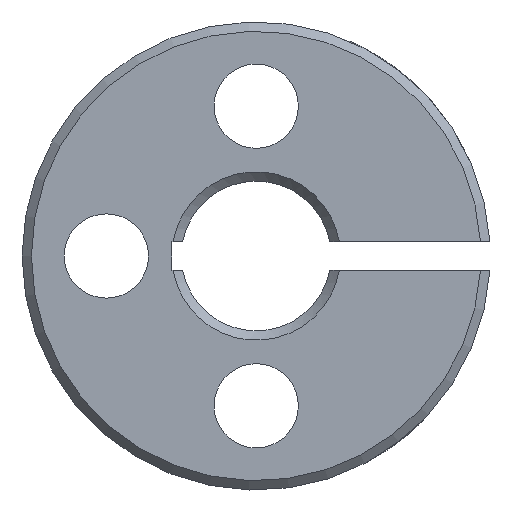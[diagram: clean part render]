
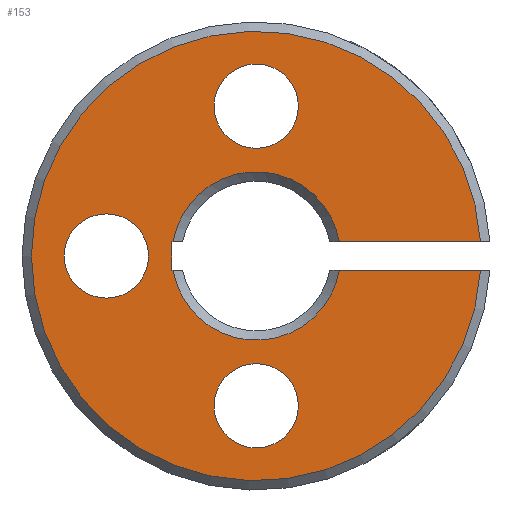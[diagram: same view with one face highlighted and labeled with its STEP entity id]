
A CAD part, left-side view. The second image highlights one B-rep face of the part: STEP entity #153.
In plain terms, the highlighted planar face has unit normal (-1, 0, 0).
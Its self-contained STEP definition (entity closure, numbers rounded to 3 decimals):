
#153 = ADVANCED_FACE( '', ( #214, #215, #216, #217 ), #218, .T. );
#214 = FACE_OUTER_BOUND( '', #281, .T. );
#215 = FACE_BOUND( '', #282, .T. );
#216 = FACE_BOUND( '', #283, .T. );
#217 = FACE_BOUND( '', #284, .T. );
#218 = PLANE( '', #285 );
#281 = EDGE_LOOP( '', ( #454, #455, #456, #457, #458, #459, #460, #461 ) );
#282 = EDGE_LOOP( '', ( #462 ) );
#283 = EDGE_LOOP( '', ( #463 ) );
#284 = EDGE_LOOP( '', ( #464 ) );
#285 = AXIS2_PLACEMENT_3D( '', #465, #466, #467 );
#454 = ORIENTED_EDGE( '', *, *, #546, .T. );
#455 = ORIENTED_EDGE( '', *, *, #543, .T. );
#456 = ORIENTED_EDGE( '', *, *, #498, .T. );
#457 = ORIENTED_EDGE( '', *, *, #538, .T. );
#458 = ORIENTED_EDGE( '', *, *, #547, .F. );
#459 = ORIENTED_EDGE( '', *, *, #490, .T. );
#460 = ORIENTED_EDGE( '', *, *, #548, .T. );
#461 = ORIENTED_EDGE( '', *, *, #541, .T. );
#462 = ORIENTED_EDGE( '', *, *, #532, .T. );
#463 = ORIENTED_EDGE( '', *, *, #534, .T. );
#464 = ORIENTED_EDGE( '', *, *, #533, .T. );
#465 = CARTESIAN_POINT( '', ( 0., 12., 0. ) );
#466 = DIRECTION( '', ( -1., 0., 0. ) );
#467 = DIRECTION( '', ( 0., 0., 1. ) );
#490 = EDGE_CURVE( '', #552, #553, #554, .T. );
#498 = EDGE_CURVE( '', #568, #569, #570, .T. );
#532 = EDGE_CURVE( '', #629, #629, #630, .T. );
#533 = EDGE_CURVE( '', #631, #631, #632, .T. );
#534 = EDGE_CURVE( '', #633, #633, #634, .T. );
#538 = EDGE_CURVE( '', #569, #637, #639, .T. );
#541 = EDGE_CURVE( '', #644, #642, #645, .T. );
#543 = EDGE_CURVE( '', #647, #568, #648, .T. );
#546 = EDGE_CURVE( '', #642, #647, #651, .T. );
#547 = EDGE_CURVE( '', #552, #637, #652, .T. );
#548 = EDGE_CURVE( '', #553, #644, #653, .T. );
#552 = VERTEX_POINT( '', #657 );
#553 = VERTEX_POINT( '', #658 );
#554 = LINE( '', #659, #660 );
#568 = VERTEX_POINT( '', #689 );
#569 = VERTEX_POINT( '', #690 );
#570 = CIRCLE( '', #691, 4.5 );
#629 = VERTEX_POINT( '', #843 );
#630 = CIRCLE( '', #844, 2.25 );
#631 = VERTEX_POINT( '', #845 );
#632 = CIRCLE( '', #846, 2.25 );
#633 = VERTEX_POINT( '', #847 );
#634 = CIRCLE( '', #848, 2.25 );
#637 = VERTEX_POINT( '', #855 );
#639 = LINE( '', #860, #861 );
#642 = VERTEX_POINT( '', #865 );
#644 = VERTEX_POINT( '', #868 );
#645 = LINE( '', #869, #870 );
#647 = VERTEX_POINT( '', #875 );
#648 = LINE( '', #876, #877 );
#651 = LINE( '', #882, #883 );
#652 = CIRCLE( '', #884, 12. );
#653 = CIRCLE( '', #885, 4.5 );
#657 = CARTESIAN_POINT( '', ( 0., -11.977, -0.75 ) );
#658 = CARTESIAN_POINT( '', ( 0., -4.437, -0.75 ) );
#659 = CARTESIAN_POINT( '', ( 0., -12.5, -0.75 ) );
#660 = VECTOR( '', #890, 1000. );
#689 = CARTESIAN_POINT( '', ( 0., 4.437, 0.75 ) );
#690 = CARTESIAN_POINT( '', ( 0., -4.437, 0.75 ) );
#691 = AXIS2_PLACEMENT_3D( '', #894, #895, #896 );
#843 = CARTESIAN_POINT( '', ( 0., 0., -10.25 ) );
#844 = AXIS2_PLACEMENT_3D( '', #955, #956, #957 );
#845 = CARTESIAN_POINT( '', ( 0., 0., 5.75 ) );
#846 = AXIS2_PLACEMENT_3D( '', #958, #959, #960 );
#847 = CARTESIAN_POINT( '', ( 0., 8., -2.25 ) );
#848 = AXIS2_PLACEMENT_3D( '', #961, #962, #963 );
#855 = CARTESIAN_POINT( '', ( 0., -11.977, 0.75 ) );
#860 = CARTESIAN_POINT( '', ( 0., 4.5, 0.75 ) );
#861 = VECTOR( '', #965, 1000. );
#865 = CARTESIAN_POINT( '', ( 0., 4.5, -0.75 ) );
#868 = CARTESIAN_POINT( '', ( 0., 4.437, -0.75 ) );
#869 = CARTESIAN_POINT( '', ( 0., -12.5, -0.75 ) );
#870 = VECTOR( '', #968, 1000. );
#875 = CARTESIAN_POINT( '', ( 0., 4.5, 0.75 ) );
#876 = CARTESIAN_POINT( '', ( 0., 4.5, 0.75 ) );
#877 = VECTOR( '', #969, 1000. );
#882 = CARTESIAN_POINT( '', ( 0., 4.5, -0.75 ) );
#883 = VECTOR( '', #972, 1000. );
#884 = AXIS2_PLACEMENT_3D( '', #973, #974, #975 );
#885 = AXIS2_PLACEMENT_3D( '', #976, #977, #978 );
#890 = DIRECTION( '', ( 0., 1., 0. ) );
#894 = CARTESIAN_POINT( '', ( 0., 0., 0. ) );
#895 = DIRECTION( '', ( 1., 0., 0. ) );
#896 = DIRECTION( '', ( 0., 0., -1. ) );
#955 = CARTESIAN_POINT( '', ( 0., 0., -8. ) );
#956 = DIRECTION( '', ( 1., 0., 0. ) );
#957 = DIRECTION( '', ( 0., 0., -1. ) );
#958 = CARTESIAN_POINT( '', ( 0., 0., 8. ) );
#959 = DIRECTION( '', ( 1., 0., 0. ) );
#960 = DIRECTION( '', ( 0., 0., -1. ) );
#961 = CARTESIAN_POINT( '', ( 0., 8., 0. ) );
#962 = DIRECTION( '', ( 1., 0., 0. ) );
#963 = DIRECTION( '', ( 0., 0., -1. ) );
#965 = DIRECTION( '', ( 0., -1., 0. ) );
#968 = DIRECTION( '', ( 0., 1., 0. ) );
#969 = DIRECTION( '', ( 0., -1., 0. ) );
#972 = DIRECTION( '', ( 0., 0., 1. ) );
#973 = CARTESIAN_POINT( '', ( 0., 0., 0. ) );
#974 = DIRECTION( '', ( 1., 0., 0. ) );
#975 = DIRECTION( '', ( 0., 0., -1. ) );
#976 = CARTESIAN_POINT( '', ( 0., 0., 0. ) );
#977 = DIRECTION( '', ( 1., 0., 0. ) );
#978 = DIRECTION( '', ( 0., 0., -1. ) );
